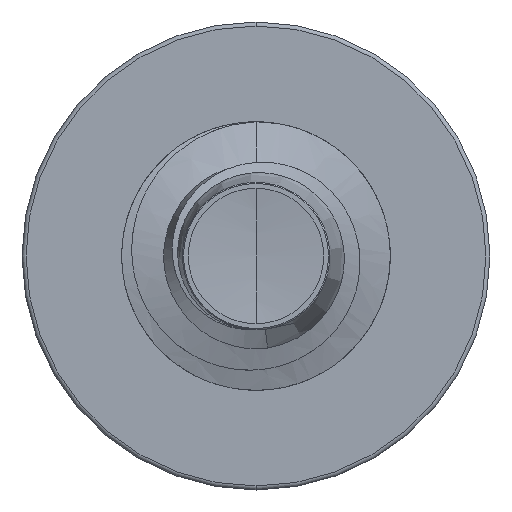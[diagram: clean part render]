
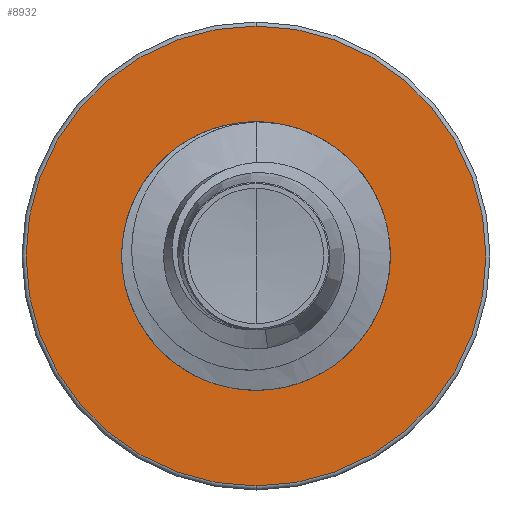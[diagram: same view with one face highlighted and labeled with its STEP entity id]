
A CAD part, front view. The second image highlights one B-rep face of the part: STEP entity #8932.
In plain terms, the highlighted planar face has unit normal (0, -1, 0).
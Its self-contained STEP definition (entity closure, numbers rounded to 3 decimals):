
#67 = ORIENTED_EDGE ( 'NONE', *, *, #11066, .F. ) ;
#1398 = CIRCLE ( 'NONE', #3964, 1.722 ) ;
#2150 = CIRCLE ( 'NONE', #3422, 1.722 ) ;
#2172 = FACE_BOUND ( 'NONE', #7565, .T. ) ;
#3399 = AXIS2_PLACEMENT_3D ( 'NONE', #8367, #8348, #8335 ) ;
#3422 = AXIS2_PLACEMENT_3D ( 'NONE', #8488, #8485, #8471 ) ;
#3828 = CARTESIAN_POINT ( 'NONE',  ( 0., 7., -2.997 ) ) ;
#3964 = AXIS2_PLACEMENT_3D ( 'NONE', #12058, #11633, #11492 ) ;
#4114 = ORIENTED_EDGE ( 'NONE', *, *, #8615, .F. ) ;
#4996 = CARTESIAN_POINT ( 'NONE',  ( 0., 7., 1.722 ) ) ;
#5357 = AXIS2_PLACEMENT_3D ( 'NONE', #12564, #12559, #12558 ) ;
#5460 = VERTEX_POINT ( 'NONE', #5959 ) ;
#5959 = CARTESIAN_POINT ( 'NONE',  ( 0., 7., -1.722 ) ) ;
#6258 = VERTEX_POINT ( 'NONE', #4996 ) ;
#7492 = VERTEX_POINT ( 'NONE', #3828 ) ;
#7565 = EDGE_LOOP ( 'NONE', ( #11991, #12577 ) ) ;
#8267 = CIRCLE ( 'NONE', #3399, 2.998 ) ;
#8335 = DIRECTION ( 'NONE',  ( 0., 0., 1. ) ) ;
#8348 = DIRECTION ( 'NONE',  ( 0., 1., 0. ) ) ;
#8355 = AXIS2_PLACEMENT_3D ( 'NONE', #12392, #12471, #12388 ) ;
#8367 = CARTESIAN_POINT ( 'NONE',  ( 0., 7., 0. ) ) ;
#8471 = DIRECTION ( 'NONE',  ( 0., 0., 1. ) ) ;
#8485 = DIRECTION ( 'NONE',  ( 0., 1., 0. ) ) ;
#8488 = CARTESIAN_POINT ( 'NONE',  ( 0., 7., 0. ) ) ;
#8615 = EDGE_CURVE ( 'NONE', #7492, #10203, #11446, .T. ) ;
#8932 = ADVANCED_FACE ( 'NONE', ( #12516, #2172 ), #12412, .F. ) ;
#10203 = VERTEX_POINT ( 'NONE', #11174 ) ;
#10835 = EDGE_CURVE ( 'NONE', #6258, #5460, #1398, .T. ) ;
#11047 = EDGE_CURVE ( 'NONE', #5460, #6258, #2150, .T. ) ;
#11066 = EDGE_CURVE ( 'NONE', #10203, #7492, #8267, .T. ) ;
#11088 = EDGE_LOOP ( 'NONE', ( #67, #4114 ) ) ;
#11174 = CARTESIAN_POINT ( 'NONE',  ( 0., 7., 2.998 ) ) ;
#11446 = CIRCLE ( 'NONE', #5357, 2.998 ) ;
#11492 = DIRECTION ( 'NONE',  ( 0., 0., 1. ) ) ;
#11633 = DIRECTION ( 'NONE',  ( 0., 1., 0. ) ) ;
#11991 = ORIENTED_EDGE ( 'NONE', *, *, #10835, .T. ) ;
#12058 = CARTESIAN_POINT ( 'NONE',  ( 0., 7., 0. ) ) ;
#12388 = DIRECTION ( 'NONE',  ( 0., 0., 1. ) ) ;
#12392 = CARTESIAN_POINT ( 'NONE',  ( 0., 7., -1.722 ) ) ;
#12412 = PLANE ( 'NONE',  #8355 ) ;
#12471 = DIRECTION ( 'NONE',  ( 0., 1., 0. ) ) ;
#12516 = FACE_OUTER_BOUND ( 'NONE', #11088, .T. ) ;
#12558 = DIRECTION ( 'NONE',  ( 0., 0., 1. ) ) ;
#12559 = DIRECTION ( 'NONE',  ( 0., 1., 0. ) ) ;
#12564 = CARTESIAN_POINT ( 'NONE',  ( 0., 7., 0. ) ) ;
#12577 = ORIENTED_EDGE ( 'NONE', *, *, #11047, .T. ) ;
